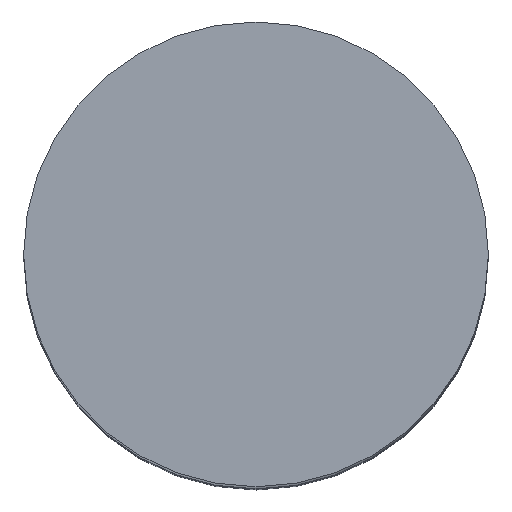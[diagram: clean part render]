
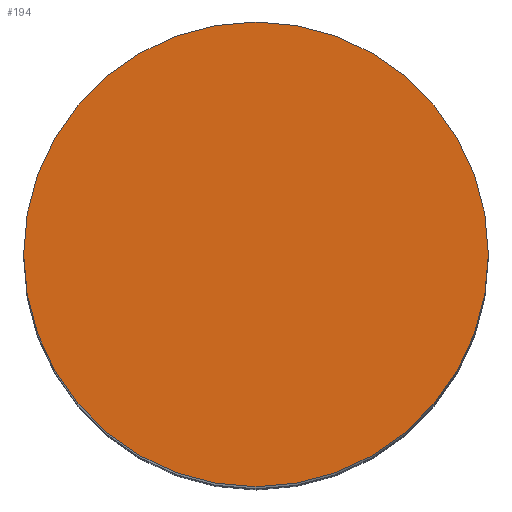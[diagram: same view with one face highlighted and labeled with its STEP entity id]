
A CAD part, top view. The second image highlights one B-rep face of the part: STEP entity #194.
In plain terms, the highlighted face is planar.
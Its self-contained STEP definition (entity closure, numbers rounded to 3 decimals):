
#41=CARTESIAN_POINT('',(0.,0.,0.));
#42=DIRECTION('',(0.,0.,1.));
#43=DIRECTION('',(0.,1.,0.));
#44=AXIS2_PLACEMENT_3D('',#41,#42,#43);
#49=CARTESIAN_POINT('',(0.,0.,0.));
#50=DIRECTION('',(0.,0.,-1.));
#51=DIRECTION('',(0.,1.,0.));
#52=AXIS2_PLACEMENT_3D('',#49,#50,#51);
#163=CARTESIAN_POINT('',(0.,16.,0.));
#165=VERTEX_POINT('',#163);
#173=CARTESIAN_POINT('',(0.,-16.,0.));
#175=VERTEX_POINT('',#173);
#183=CARTESIAN_POINT('',(0.,0.,0.));
#184=DIRECTION('',(0.,0.,-1.));
#185=DIRECTION('',(0.,-1.,0.));
#186=AXIS2_PLACEMENT_3D('',#183,#184,#185);
#187=PLANE('',#186);
#189=ORIENTED_EDGE('',*,*,#188,.T.);
#191=ORIENTED_EDGE('',*,*,#190,.F.);
#192=EDGE_LOOP('',(#189,#191));
#193=FACE_OUTER_BOUND('',#192,.F.);
#194=ADVANCED_FACE('',(#193),#187,.T.);
#45=CIRCLE('',#44,16.);
#53=CIRCLE('',#52,16.);
#188=EDGE_CURVE('',#165,#175,#45,.T.);
#190=EDGE_CURVE('',#165,#175,#53,.T.);
